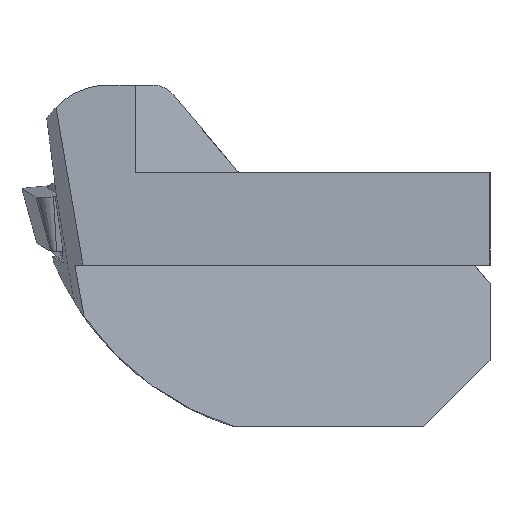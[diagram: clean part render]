
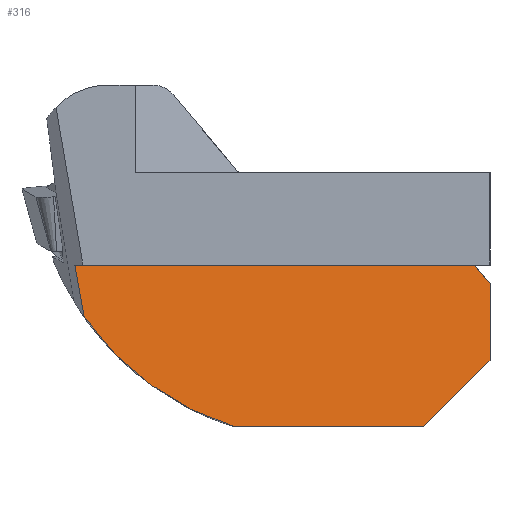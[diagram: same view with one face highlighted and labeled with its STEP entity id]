
A CAD part, top view. The second image highlights one B-rep face of the part: STEP entity #316.
In plain terms, the highlighted planar face has unit normal (0, 0.139, 0.99).
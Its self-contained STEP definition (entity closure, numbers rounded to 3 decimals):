
#268=B_SPLINE_CURVE_WITH_KNOTS('',3,(#2865,#2866,#2867,#2868),
 .UNSPECIFIED.,.F.,.F.,(4,4),(0.,1.),.UNSPECIFIED.);
#316=ADVANCED_FACE('',(#483),#418,.T.);
#418=PLANE('',#2048);
#483=FACE_OUTER_BOUND('',#559,.T.);
#559=EDGE_LOOP('',(#744,#745,#746,#747,#748,#749,#750));
#744=ORIENTED_EDGE('',*,*,#1442,.F.);
#745=ORIENTED_EDGE('',*,*,#1443,.T.);
#746=ORIENTED_EDGE('',*,*,#1430,.T.);
#747=ORIENTED_EDGE('',*,*,#1444,.F.);
#748=ORIENTED_EDGE('',*,*,#1445,.F.);
#749=ORIENTED_EDGE('',*,*,#1446,.T.);
#750=ORIENTED_EDGE('',*,*,#1447,.T.);
#1235=VERTEX_POINT('',#2804);
#1236=VERTEX_POINT('',#2806);
#1247=VERTEX_POINT('',#2863);
#1248=VERTEX_POINT('',#2864);
#1249=VERTEX_POINT('',#2870);
#1250=VERTEX_POINT('',#2872);
#1251=VERTEX_POINT('',#2874);
#1430=EDGE_CURVE('',#1236,#1235,#1677,.T.);
#1442=EDGE_CURVE('',#1247,#1248,#1685,.T.);
#1443=EDGE_CURVE('',#1247,#1236,#268,.T.);
#1444=EDGE_CURVE('',#1249,#1235,#1686,.T.);
#1445=EDGE_CURVE('',#1250,#1249,#1687,.T.);
#1446=EDGE_CURVE('',#1250,#1251,#1688,.T.);
#1447=EDGE_CURVE('',#1251,#1248,#1689,.T.);
#1677=LINE('',#2805,#1834);
#1685=LINE('',#2862,#1842);
#1686=LINE('',#2869,#1843);
#1687=LINE('',#2871,#1844);
#1688=LINE('',#2873,#1845);
#1689=LINE('',#2875,#1846);
#1834=VECTOR('',#2259,1.);
#1842=VECTOR('',#2271,1.);
#1843=VECTOR('',#2272,1.);
#1844=VECTOR('',#2273,1.);
#1845=VECTOR('',#2274,1.);
#1846=VECTOR('',#2275,1.);
#2048=AXIS2_PLACEMENT_3D('',#2876,#2276,#2277);
#2259=DIRECTION('',(1.,0.,0.));
#2271=DIRECTION('',(-0.175,0.975,-0.137));
#2272=DIRECTION('',(-0.704,-0.704,0.099));
#2273=DIRECTION('',(0.,-0.99,0.139));
#2274=DIRECTION('',(-0.639,0.762,-0.107));
#2275=DIRECTION('',(-1.,0.,0.));
#2276=DIRECTION('',(0.,0.139,0.99));
#2277=DIRECTION('',(0.,-0.99,0.139));
#2804=CARTESIAN_POINT('',(3.7,-9.6,0.857));
#2805=CARTESIAN_POINT('',(-14.85,-9.6,0.857));
#2806=CARTESIAN_POINT('',(-3.463,-9.6,0.857));
#2862=CARTESIAN_POINT('',(-9.648,-2.583,-0.129));
#2863=CARTESIAN_POINT('',(-9.134,-5.446,0.274));
#2864=CARTESIAN_POINT('',(-9.484,-3.5,0.));
#2865=CARTESIAN_POINT('',(-9.134,-5.446,0.274));
#2866=CARTESIAN_POINT('',(-7.758,-7.413,0.55));
#2867=CARTESIAN_POINT('',(-5.766,-8.878,0.756));
#2868=CARTESIAN_POINT('',(-3.463,-9.6,0.857));
#2869=CARTESIAN_POINT('',(-2.404,-15.704,1.715));
#2870=CARTESIAN_POINT('',(6.2,-7.1,0.506));
#2871=CARTESIAN_POINT('',(6.2,-3.5,0.));
#2872=CARTESIAN_POINT('',(6.2,-4.2,0.098));
#2873=CARTESIAN_POINT('',(-2.745,6.46,-1.4));
#2874=CARTESIAN_POINT('',(5.613,-3.5,0.));
#2875=CARTESIAN_POINT('',(-14.85,-3.5,0.));
#2876=CARTESIAN_POINT('',(-14.85,-3.5,0.));
